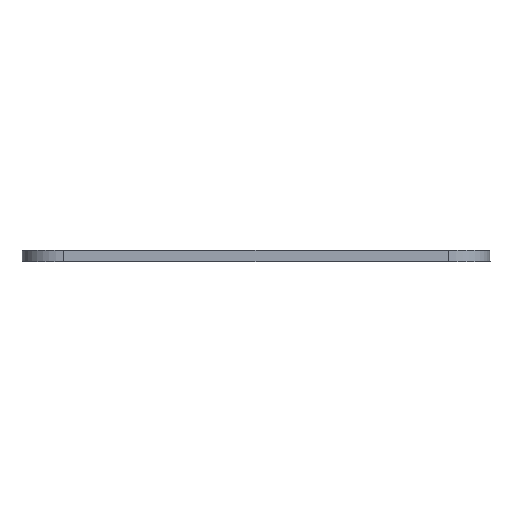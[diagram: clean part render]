
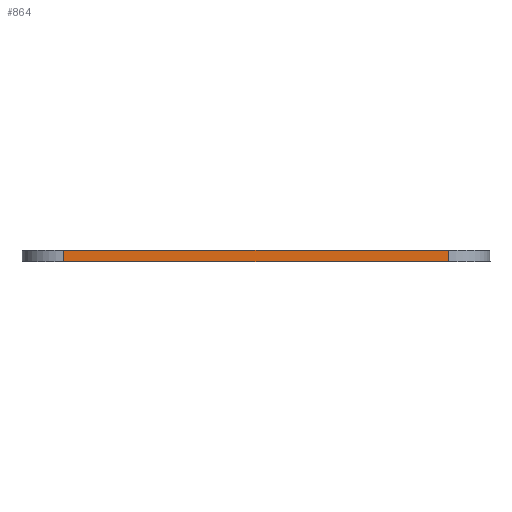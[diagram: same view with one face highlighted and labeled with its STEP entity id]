
A CAD part, left-side view. The second image highlights one B-rep face of the part: STEP entity #864.
In plain terms, the highlighted planar face has unit normal (-1, 0, 0).
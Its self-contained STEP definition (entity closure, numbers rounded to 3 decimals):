
#131=PLANE('',#948);
#151=FACE_OUTER_BOUND('',#212,.T.);
#212=EDGE_LOOP('',(#674,#675,#676,#677));
#269=LINE('',#1295,#336);
#283=LINE('',#1380,#350);
#288=LINE('',#1409,#355);
#289=LINE('',#1411,#356);
#336=VECTOR('',#1016,10.);
#350=VECTOR('',#1086,10.);
#355=VECTOR('',#1099,10.);
#356=VECTOR('',#1102,10.);
#409=VERTEX_POINT('',#1292);
#410=VERTEX_POINT('',#1294);
#448=VERTEX_POINT('',#1378);
#452=VERTEX_POINT('',#1405);
#492=EDGE_CURVE('',#410,#409,#269,.T.);
#533=EDGE_CURVE('',#448,#409,#283,.T.);
#541=EDGE_CURVE('',#410,#452,#288,.T.);
#542=EDGE_CURVE('',#452,#448,#289,.T.);
#674=ORIENTED_EDGE('',*,*,#533,.F.);
#675=ORIENTED_EDGE('',*,*,#542,.F.);
#676=ORIENTED_EDGE('',*,*,#541,.F.);
#677=ORIENTED_EDGE('',*,*,#492,.T.);
#864=ADVANCED_FACE('',(#151),#131,.T.);
#948=AXIS2_PLACEMENT_3D('',#1410,#1100,#1101);
#1016=DIRECTION('',(0.,1.,0.));
#1086=DIRECTION('',(0.,0.,1.));
#1099=DIRECTION('',(0.,0.,-1.));
#1100=DIRECTION('center_axis',(-1.,0.,0.));
#1101=DIRECTION('ref_axis',(0.,1.,0.));
#1102=DIRECTION('',(0.,1.,0.));
#1292=CARTESIAN_POINT('',(-163.909,47.834,3.));
#1294=CARTESIAN_POINT('',(-163.909,-49.466,3.));
#1295=CARTESIAN_POINT('',(-163.909,-29.891,3.));
#1378=CARTESIAN_POINT('',(-163.909,47.834,0.));
#1380=CARTESIAN_POINT('',(-163.909,47.834,3.1));
#1405=CARTESIAN_POINT('',(-163.909,-49.466,0.));
#1409=CARTESIAN_POINT('',(-163.909,-49.466,3.1));
#1410=CARTESIAN_POINT('Origin',(-163.909,-58.966,3.1));
#1411=CARTESIAN_POINT('',(-163.909,-29.891,0.));
